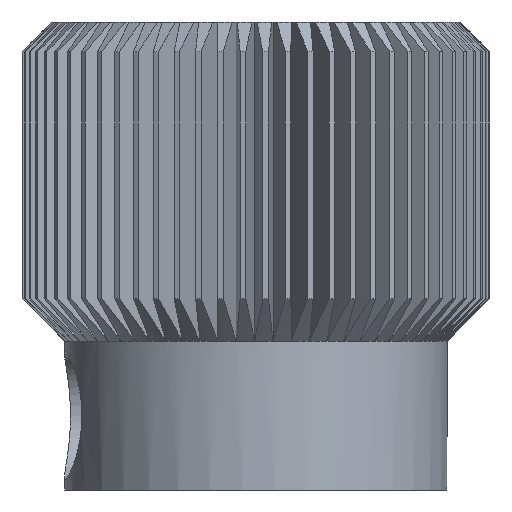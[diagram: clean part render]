
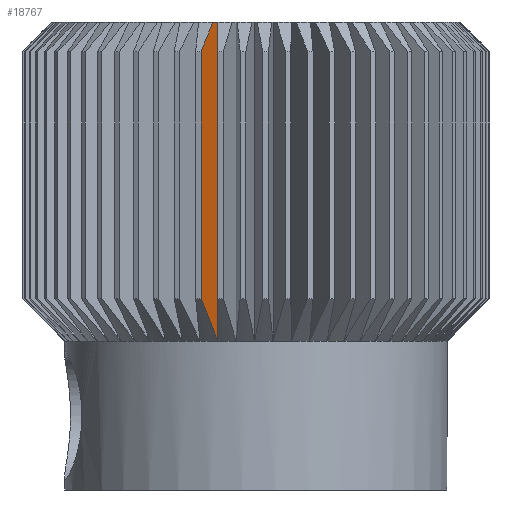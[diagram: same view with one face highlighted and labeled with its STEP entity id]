
A CAD part, front view. The second image highlights one B-rep face of the part: STEP entity #18767.
In plain terms, the highlighted planar face has unit normal (0.921, -0.389, 0).
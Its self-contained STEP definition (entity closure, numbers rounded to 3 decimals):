
#1468 = PLANE('',#1469);
#1469 = AXIS2_PLACEMENT_3D('',#1470,#1471,#1472);
#1470 = CARTESIAN_POINT('',(-3.197,-1.304,4.7));
#1471 = DIRECTION('',(0.,0.,-1.));
#1472 = DIRECTION('',(0.996,0.089,0.));
#18399 = CONICAL_SURFACE('',#18400,5.,0.785);
#18400 = AXIS2_PLACEMENT_3D('',#18401,#18402,#18403);
#18401 = CARTESIAN_POINT('',(-3.197,-1.304,-2.3));
#18402 = DIRECTION('',(0.,0.,1.));
#18403 = DIRECTION('',(-0.996,-0.089,0.));
#18449 = CYLINDRICAL_SURFACE('',#18450,5.5);
#18450 = AXIS2_PLACEMENT_3D('',#18451,#18452,#18453);
#18451 = CARTESIAN_POINT('',(-3.197,-1.304,4.7));
#18452 = DIRECTION('',(0.,0.,-1.));
#18453 = DIRECTION('',(-0.996,-0.089,0.));
#18476 = CONICAL_SURFACE('',#18477,5.15,0.785);
#18477 = AXIS2_PLACEMENT_3D('',#18478,#18479,#18480);
#18478 = CARTESIAN_POINT('',(-3.197,-1.304,4.35));
#18479 = DIRECTION('',(0.,0.,-1.));
#18480 = DIRECTION('',(-0.996,-0.089,0.));
#18607 = VERTEX_POINT('',#18608);
#18608 = CARTESIAN_POINT('',(-4.093,-5.713,4.7));
#18617 = PLANE('',#18618);
#18618 = AXIS2_PLACEMENT_3D('',#18619,#18620,#18621);
#18619 = CARTESIAN_POINT('',(-4.096,-6.73,-2.8));
#18620 = DIRECTION('',(1.,-0.003,0.));
#18621 = DIRECTION('',(0.003,1.,0.));
#18636 = EDGE_CURVE('',#18637,#18607,#18639,.T.);
#18637 = VERTEX_POINT('',#18638);
#18638 = CARTESIAN_POINT('',(-4.093,-5.713,-2.8));
#18639 = SURFACE_CURVE('',#18640,(#18644,#18651),.PCURVE_S1.);
#18640 = LINE('',#18641,#18642);
#18641 = CARTESIAN_POINT('',(-4.093,-5.713,-2.8));
#18642 = VECTOR('',#18643,1.);
#18643 = DIRECTION('',(0.,0.,1.));
#18644 = PCURVE('',#18617,#18645);
#18645 = DEFINITIONAL_REPRESENTATION('',(#18646),#18650);
#18646 = LINE('',#18647,#18648);
#18647 = CARTESIAN_POINT('',(1.016,0.));
#18648 = VECTOR('',#18649,1.);
#18649 = DIRECTION('',(0.,1.));
#18650 = ( GEOMETRIC_REPRESENTATION_CONTEXT(2) 
PARAMETRIC_REPRESENTATION_CONTEXT() REPRESENTATION_CONTEXT('2D SPACE',''
  ) );
#18651 = PCURVE('',#18652,#18657);
#18652 = PLANE('',#18653);
#18653 = AXIS2_PLACEMENT_3D('',#18654,#18655,#18656);
#18654 = CARTESIAN_POINT('',(-4.093,-5.713,-2.8));
#18655 = DIRECTION('',(-0.921,0.389,-0.));
#18656 = DIRECTION('',(-0.389,-0.921,0.));
#18657 = DEFINITIONAL_REPRESENTATION('',(#18658),#18662);
#18658 = LINE('',#18659,#18660);
#18659 = CARTESIAN_POINT('',(0.,0.));
#18660 = VECTOR('',#18661,1.);
#18661 = DIRECTION('',(0.,1.));
#18662 = ( GEOMETRIC_REPRESENTATION_CONTEXT(2) 
PARAMETRIC_REPRESENTATION_CONTEXT() REPRESENTATION_CONTEXT('2D SPACE',''
  ) );
#18767 = ADVANCED_FACE('',(#18768),#18652,.F.);
#18768 = FACE_BOUND('',#18769,.T.);
#18769 = EDGE_LOOP('',(#18770,#18793,#18816,#18839,#18882));
#18770 = ORIENTED_EDGE('',*,*,#18771,.F.);
#18771 = EDGE_CURVE('',#18772,#18607,#18774,.T.);
#18772 = VERTEX_POINT('',#18773);
#18773 = CARTESIAN_POINT('',(-4.212,-5.995,4.7));
#18774 = SURFACE_CURVE('',#18775,(#18779,#18786),.PCURVE_S1.);
#18775 = LINE('',#18776,#18777);
#18776 = CARTESIAN_POINT('',(-3.236,-3.681,4.7));
#18777 = VECTOR('',#18778,1.);
#18778 = DIRECTION('',(0.389,0.921,0.));
#18779 = PCURVE('',#18652,#18780);
#18780 = DEFINITIONAL_REPRESENTATION('',(#18781),#18785);
#18781 = LINE('',#18782,#18783);
#18782 = CARTESIAN_POINT('',(-2.206,7.5));
#18783 = VECTOR('',#18784,1.);
#18784 = DIRECTION('',(-1.,-0.));
#18785 = ( GEOMETRIC_REPRESENTATION_CONTEXT(2) 
PARAMETRIC_REPRESENTATION_CONTEXT() REPRESENTATION_CONTEXT('2D SPACE',''
  ) );
#18786 = PCURVE('',#1468,#18787);
#18787 = DEFINITIONAL_REPRESENTATION('',(#18788),#18792);
#18788 = LINE('',#18789,#18790);
#18789 = CARTESIAN_POINT('',(-0.251,2.364));
#18790 = VECTOR('',#18791,1.);
#18791 = DIRECTION('',(0.469,-0.883));
#18792 = ( GEOMETRIC_REPRESENTATION_CONTEXT(2) 
PARAMETRIC_REPRESENTATION_CONTEXT() REPRESENTATION_CONTEXT('2D SPACE',''
  ) );
#18793 = ORIENTED_EDGE('',*,*,#18794,.F.);
#18794 = EDGE_CURVE('',#18795,#18772,#18797,.T.);
#18795 = VERTEX_POINT('',#18796);
#18796 = CARTESIAN_POINT('',(-4.488,-6.65,4.));
#18797 = SURFACE_CURVE('',#18798,(#18803,#18810),.PCURVE_S1.);
#18798 = CIRCLE('',#18799,475.792);
#18799 = AXIS2_PLACEMENT_3D('',#18800,#18801,#18802);
#18800 = CARTESIAN_POINT('',(125.377,301.32,
    -334.625));
#18801 = DIRECTION('',(-0.921,0.389,0.
    ));
#18802 = DIRECTION('',(-0.272,-0.646,0.713));
#18803 = PCURVE('',#18652,#18804);
#18804 = DEFINITIONAL_REPRESENTATION('',(#18805),#18809);
#18805 = CIRCLE('',#18806,475.792);
#18806 = AXIS2_PLACEMENT_2D('',#18807,#18808);
#18807 = CARTESIAN_POINT('',(-333.215,-331.825));
#18808 = DIRECTION('',(0.701,0.713));
#18809 = ( GEOMETRIC_REPRESENTATION_CONTEXT(2) 
PARAMETRIC_REPRESENTATION_CONTEXT() REPRESENTATION_CONTEXT('2D SPACE',''
  ) );
#18810 = PCURVE('',#18476,#18811);
#18811 = DEFINITIONAL_REPRESENTATION('',(#18812),#18815);
#18812 = B_SPLINE_CURVE_WITH_KNOTS('',1,(#18813,#18814),.UNSPECIFIED.,
  .F.,.F.,(2,2),(6.281,6.283),
  .PIECEWISE_BEZIER_KNOTS.);
#18813 = CARTESIAN_POINT('',(5.039,0.35));
#18814 = CARTESIAN_POINT('',(5.015,-0.35));
#18815 = ( GEOMETRIC_REPRESENTATION_CONTEXT(2) 
PARAMETRIC_REPRESENTATION_CONTEXT() REPRESENTATION_CONTEXT('2D SPACE',''
  ) );
#18816 = ORIENTED_EDGE('',*,*,#18817,.F.);
#18817 = EDGE_CURVE('',#18818,#18795,#18820,.T.);
#18818 = VERTEX_POINT('',#18819);
#18819 = CARTESIAN_POINT('',(-4.488,-6.65,-1.8));
#18820 = SURFACE_CURVE('',#18821,(#18825,#18832),.PCURVE_S1.);
#18821 = LINE('',#18822,#18823);
#18822 = CARTESIAN_POINT('',(-4.488,-6.65,4.7));
#18823 = VECTOR('',#18824,1.);
#18824 = DIRECTION('',(0.,0.,1.));
#18825 = PCURVE('',#18652,#18826);
#18826 = DEFINITIONAL_REPRESENTATION('',(#18827),#18831);
#18827 = LINE('',#18828,#18829);
#18828 = CARTESIAN_POINT('',(1.016,7.5));
#18829 = VECTOR('',#18830,1.);
#18830 = DIRECTION('',(0.,1.));
#18831 = ( GEOMETRIC_REPRESENTATION_CONTEXT(2) 
PARAMETRIC_REPRESENTATION_CONTEXT() REPRESENTATION_CONTEXT('2D SPACE',''
  ) );
#18832 = PCURVE('',#18449,#18833);
#18833 = DEFINITIONAL_REPRESENTATION('',(#18834),#18838);
#18834 = LINE('',#18835,#18836);
#18835 = CARTESIAN_POINT('',(5.039,0.));
#18836 = VECTOR('',#18837,1.);
#18837 = DIRECTION('',(0.,-1.));
#18838 = ( GEOMETRIC_REPRESENTATION_CONTEXT(2) 
PARAMETRIC_REPRESENTATION_CONTEXT() REPRESENTATION_CONTEXT('2D SPACE',''
  ) );
#18839 = ORIENTED_EDGE('',*,*,#18840,.F.);
#18840 = EDGE_CURVE('',#18637,#18818,#18841,.T.);
#18841 = SURFACE_CURVE('',#18842,(#18846,#18853),.PCURVE_S1.);
#18842 = ( BOUNDED_CURVE() B_SPLINE_CURVE(2,(#18843,#18844,#18845),
.UNSPECIFIED.,.F.,.F.) B_SPLINE_CURVE_WITH_KNOTS((3,3),(0.,
0.143),.PIECEWISE_BEZIER_KNOTS.) CURVE() 
GEOMETRIC_REPRESENTATION_ITEM() RATIONAL_B_SPLINE_CURVE((1.,
1.005,1.)) REPRESENTATION_ITEM('') );
#18843 = CARTESIAN_POINT('',(-4.093,-5.713,-2.8));
#18844 = CARTESIAN_POINT('',(-4.271,-6.135,
    -2.352));
#18845 = CARTESIAN_POINT('',(-4.488,-6.65,-1.8));
#18846 = PCURVE('',#18652,#18847);
#18847 = DEFINITIONAL_REPRESENTATION('',(#18848),#18852);
#18848 = ( BOUNDED_CURVE() B_SPLINE_CURVE(2,(#18849,#18850,#18851),
.UNSPECIFIED.,.F.,.F.) B_SPLINE_CURVE_WITH_KNOTS((3,3),(0.,
0.143),.PIECEWISE_BEZIER_KNOTS.) CURVE() 
GEOMETRIC_REPRESENTATION_ITEM() RATIONAL_B_SPLINE_CURVE((1.,
1.005,1.)) REPRESENTATION_ITEM('') );
#18849 = CARTESIAN_POINT('',(0.,0.));
#18850 = CARTESIAN_POINT('',(0.457,0.448));
#18851 = CARTESIAN_POINT('',(1.016,1.));
#18852 = ( GEOMETRIC_REPRESENTATION_CONTEXT(2) 
PARAMETRIC_REPRESENTATION_CONTEXT() REPRESENTATION_CONTEXT('2D SPACE',''
  ) );
#18853 = PCURVE('',#18399,#18854);
#18854 = DEFINITIONAL_REPRESENTATION('',(#18855),#18881);
#18855 = B_SPLINE_CURVE_WITH_KNOTS('',3,(#18856,#18857,#18858,#18859,
    #18860,#18861,#18862,#18863,#18864,#18865,#18866,#18867,#18868,
    #18869,#18870,#18871,#18872,#18873,#18874,#18875,#18876,#18877,
    #18878,#18879,#18880),.UNSPECIFIED.,.F.,.F.,(4,1,1,1,1,1,1,1,1,1,1,1
    ,1,1,1,1,1,1,1,1,1,1,4),(0.,0.006,0.013,
    0.019,0.026,0.032,
    0.039,0.045,0.052,
    0.058,0.065,0.071,
    0.078,0.084,0.091,
    0.097,0.104,0.11,0.117,
    0.123,0.13,0.136,0.143),
  .QUASI_UNIFORM_KNOTS.);
#18856 = CARTESIAN_POINT('',(1.281,-0.5));
#18857 = CARTESIAN_POINT('',(1.28,-0.486));
#18858 = CARTESIAN_POINT('',(1.279,-0.459));
#18859 = CARTESIAN_POINT('',(1.277,-0.417));
#18860 = CARTESIAN_POINT('',(1.275,-0.375));
#18861 = CARTESIAN_POINT('',(1.274,-0.333));
#18862 = CARTESIAN_POINT('',(1.272,-0.29));
#18863 = CARTESIAN_POINT('',(1.27,-0.247));
#18864 = CARTESIAN_POINT('',(1.268,-0.204));
#18865 = CARTESIAN_POINT('',(1.267,-0.16));
#18866 = CARTESIAN_POINT('',(1.265,-0.116));
#18867 = CARTESIAN_POINT('',(1.263,-0.071));
#18868 = CARTESIAN_POINT('',(1.262,-0.026));
#18869 = CARTESIAN_POINT('',(1.26,0.02));
#18870 = CARTESIAN_POINT('',(1.258,0.066));
#18871 = CARTESIAN_POINT('',(1.257,0.112));
#18872 = CARTESIAN_POINT('',(1.255,0.159));
#18873 = CARTESIAN_POINT('',(1.254,0.206));
#18874 = CARTESIAN_POINT('',(1.252,0.254));
#18875 = CARTESIAN_POINT('',(1.251,0.302));
#18876 = CARTESIAN_POINT('',(1.249,0.351));
#18877 = CARTESIAN_POINT('',(1.247,0.4));
#18878 = CARTESIAN_POINT('',(1.246,0.45));
#18879 = CARTESIAN_POINT('',(1.245,0.483));
#18880 = CARTESIAN_POINT('',(1.244,0.5));
#18881 = ( GEOMETRIC_REPRESENTATION_CONTEXT(2) 
PARAMETRIC_REPRESENTATION_CONTEXT() REPRESENTATION_CONTEXT('2D SPACE',''
  ) );
#18882 = ORIENTED_EDGE('',*,*,#18636,.T.);
